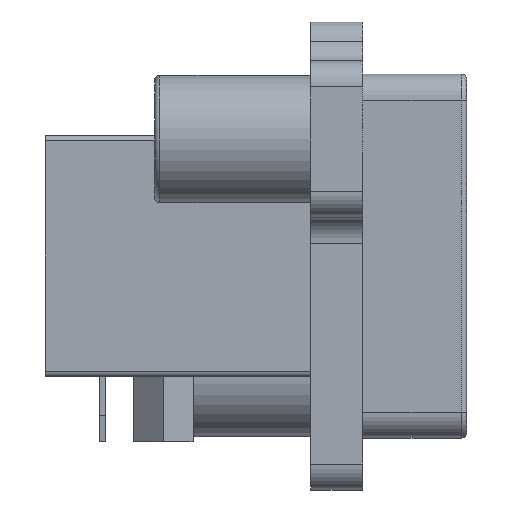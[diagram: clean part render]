
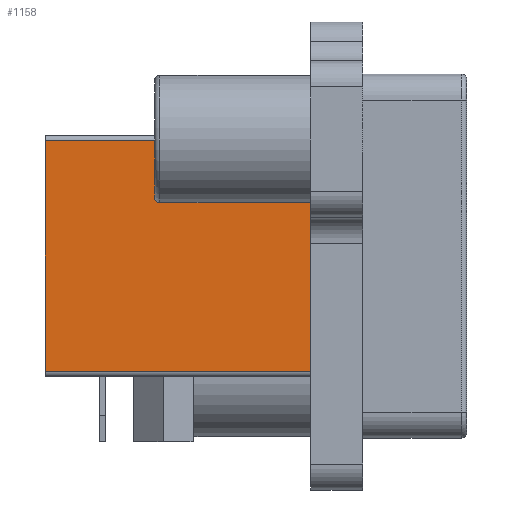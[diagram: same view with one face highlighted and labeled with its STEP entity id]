
A CAD part, left-side view. The second image highlights one B-rep face of the part: STEP entity #1158.
In plain terms, the highlighted planar face has unit normal (-1, 0, 0).
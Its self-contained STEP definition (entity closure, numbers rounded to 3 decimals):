
#348 = VERTEX_POINT('',#349);
#349 = CARTESIAN_POINT('',(-8.,2.,9.08));
#356 = EDGE_CURVE('',#357,#348,#359,.T.);
#357 = VERTEX_POINT('',#358);
#358 = CARTESIAN_POINT('',(-8.,2.,0.2));
#359 = LINE('',#360,#361);
#360 = CARTESIAN_POINT('',(-8.,2.,6.86));
#361 = VECTOR('',#362,1.);
#362 = DIRECTION('',(0.,0.,1.));
#1114 = EDGE_CURVE('',#357,#1115,#1117,.T.);
#1115 = VERTEX_POINT('',#1116);
#1116 = CARTESIAN_POINT('',(-8.,12.2,0.2));
#1117 = LINE('',#1118,#1119);
#1118 = CARTESIAN_POINT('',(-8.,0.,0.2));
#1119 = VECTOR('',#1120,1.);
#1120 = DIRECTION('',(0.,1.,0.));
#1158 = ADVANCED_FACE('',(#1159),#1177,.T.);
#1159 = FACE_BOUND('',#1160,.T.);
#1160 = EDGE_LOOP('',(#1161,#1162,#1170,#1176));
#1161 = ORIENTED_EDGE('',*,*,#356,.T.);
#1162 = ORIENTED_EDGE('',*,*,#1163,.T.);
#1163 = EDGE_CURVE('',#348,#1164,#1166,.T.);
#1164 = VERTEX_POINT('',#1165);
#1165 = CARTESIAN_POINT('',(-8.,12.2,9.08));
#1166 = LINE('',#1167,#1168);
#1167 = CARTESIAN_POINT('',(-8.,0.,9.08));
#1168 = VECTOR('',#1169,1.);
#1169 = DIRECTION('',(0.,1.,0.));
#1170 = ORIENTED_EDGE('',*,*,#1171,.T.);
#1171 = EDGE_CURVE('',#1164,#1115,#1172,.T.);
#1172 = LINE('',#1173,#1174);
#1173 = CARTESIAN_POINT('',(-8.,12.2,9.08));
#1174 = VECTOR('',#1175,1.);
#1175 = DIRECTION('',(0.,0.,-1.));
#1176 = ORIENTED_EDGE('',*,*,#1114,.F.);
#1177 = PLANE('',#1178);
#1178 = AXIS2_PLACEMENT_3D('',#1179,#1180,#1181);
#1179 = CARTESIAN_POINT('',(-8.,0.,9.08));
#1180 = DIRECTION('',(-1.,0.,0.));
#1181 = DIRECTION('',(0.,0.,-1.));
